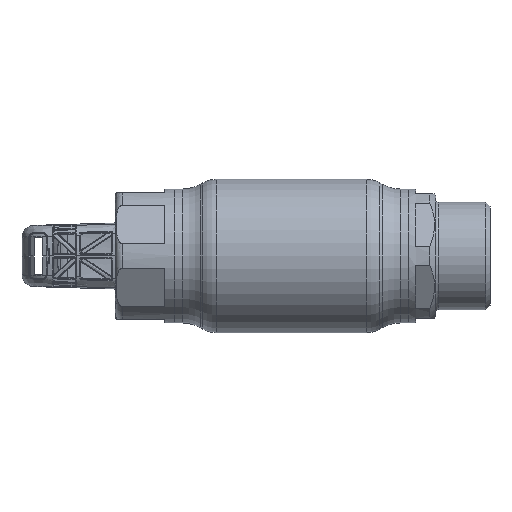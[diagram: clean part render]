
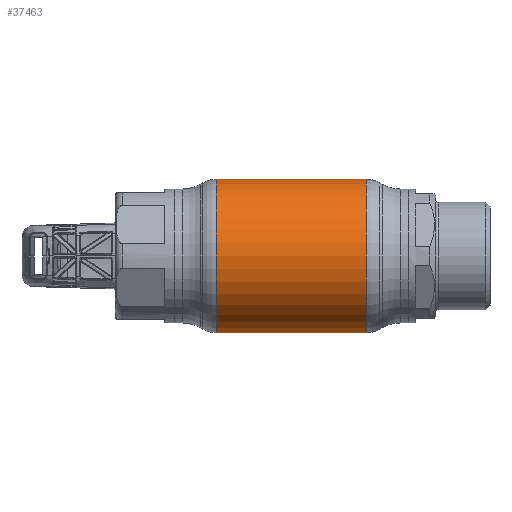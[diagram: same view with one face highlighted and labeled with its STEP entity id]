
A CAD part, front view. The second image highlights one B-rep face of the part: STEP entity #37463.
In plain terms, the highlighted cylindrical face has radius 34 mm (diameter 68 mm), a partial arc.
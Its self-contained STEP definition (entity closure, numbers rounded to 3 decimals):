
#3297 = CARTESIAN_POINT ( 'NONE',  ( 33.177, 0., 0. ) ) ;
#5347 = LINE ( 'NONE', #18268, #45329 ) ;
#6275 = EDGE_CURVE ( 'NONE', #48956, #8472, #9582, .T. ) ;
#6859 = DIRECTION ( 'NONE',  ( 0., 0., 1. ) ) ;
#8250 = EDGE_CURVE ( 'NONE', #48956, #39613, #54615, .T. ) ;
#8354 = CARTESIAN_POINT ( 'NONE',  ( 33.177, 0., 34. ) ) ;
#8472 = VERTEX_POINT ( 'NONE', #8354 ) ;
#9582 = CIRCLE ( 'NONE', #25971, 34. ) ;
#15506 = AXIS2_PLACEMENT_3D ( 'NONE', #48867, #21348, #6859 ) ;
#16278 = CYLINDRICAL_SURFACE ( 'NONE', #26667, 34. ) ;
#17160 = ORIENTED_EDGE ( 'NONE', *, *, #44638, .F. ) ;
#17356 = DIRECTION ( 'NONE',  ( 0., 0., 1. ) ) ;
#18268 = CARTESIAN_POINT ( 'NONE',  ( -62.69, 0., 34. ) ) ;
#19494 = CARTESIAN_POINT ( 'NONE',  ( -33.177, 0., -34. ) ) ;
#21348 = DIRECTION ( 'NONE',  ( -1., 0., 0. ) ) ;
#21446 = FACE_OUTER_BOUND ( 'NONE', #29463, .T. ) ;
#22349 = DIRECTION ( 'NONE',  ( -1., 0., 0. ) ) ;
#25971 = AXIS2_PLACEMENT_3D ( 'NONE', #3297, #22349, #17356 ) ;
#26667 = AXIS2_PLACEMENT_3D ( 'NONE', #53664, #44395, #39203 ) ;
#28199 = DIRECTION ( 'NONE',  ( -1., 0., 0. ) ) ;
#28659 = ORIENTED_EDGE ( 'NONE', *, *, #8250, .F. ) ;
#29447 = VECTOR ( 'NONE', #53492, 1000. ) ;
#29463 = EDGE_LOOP ( 'NONE', ( #28659, #49843, #33014, #17160 ) ) ;
#33014 = ORIENTED_EDGE ( 'NONE', *, *, #44370, .T. ) ;
#35078 = CARTESIAN_POINT ( 'NONE',  ( -62.69, 0., -34. ) ) ;
#37463 = ADVANCED_FACE ( 'NONE', ( #21446 ), #16278, .T. ) ;
#39203 = DIRECTION ( 'NONE',  ( 0., 0., 1. ) ) ;
#39613 = VERTEX_POINT ( 'NONE', #19494 ) ;
#44370 = EDGE_CURVE ( 'NONE', #8472, #60834, #5347, .T. ) ;
#44395 = DIRECTION ( 'NONE',  ( -1., 0., 0. ) ) ;
#44638 = EDGE_CURVE ( 'NONE', #39613, #60834, #51927, .T. ) ;
#45329 = VECTOR ( 'NONE', #28199, 1000. ) ;
#48867 = CARTESIAN_POINT ( 'NONE',  ( -33.177, 0., 0. ) ) ;
#48956 = VERTEX_POINT ( 'NONE', #56410 ) ;
#49843 = ORIENTED_EDGE ( 'NONE', *, *, #6275, .T. ) ;
#50812 = CARTESIAN_POINT ( 'NONE',  ( -33.177, 0., 34. ) ) ;
#51927 = CIRCLE ( 'NONE', #15506, 34. ) ;
#53492 = DIRECTION ( 'NONE',  ( -1., 0., 0. ) ) ;
#53664 = CARTESIAN_POINT ( 'NONE',  ( -62.69, 0., 0. ) ) ;
#54615 = LINE ( 'NONE', #35078, #29447 ) ;
#56410 = CARTESIAN_POINT ( 'NONE',  ( 33.177, 0., -34. ) ) ;
#60834 = VERTEX_POINT ( 'NONE', #50812 ) ;
